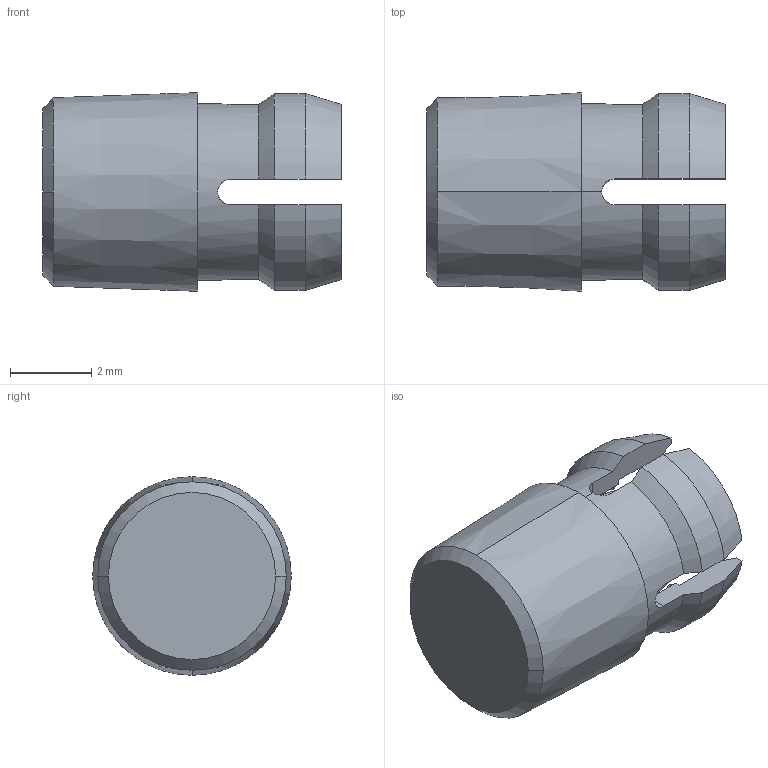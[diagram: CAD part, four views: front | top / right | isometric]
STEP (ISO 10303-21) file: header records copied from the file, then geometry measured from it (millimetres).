
FILE_DESCRIPTION (( 'STEP AP203' ), '1' );
FILE_NAME ('SML 190 XXX.STEP', '2017-05-04T22:44:15', ( '' ), ( '' ), 'SwSTEP 2.0', 'SolidWorks 2016', '' );
FILE_SCHEMA (( 'CONFIG_CONTROL_DESIGN' ));
Length unit declared in the file: inch
Products named in the file (1): SML 190 XXX
Bounding box: 7.37 x 4.9 x 4.9 mm (x, y, z)
Volume: 58.1 mm3; surface area: 234 mm2
Topology: 1 solids, 1 shells, 139 faces, 365 edges, 227 vertices
Faces by surface type: plane 86, cone 38, cylinder 15
Entity records: 4394 total; most frequent: CARTESIAN_POINT 1056, ORIENTED_EDGE 726, DIRECTION 633, EDGE_CURVE 363, AXIS2_PLACEMENT_3D 232, VERTEX_POINT 227, LINE 169, VECTOR 169
